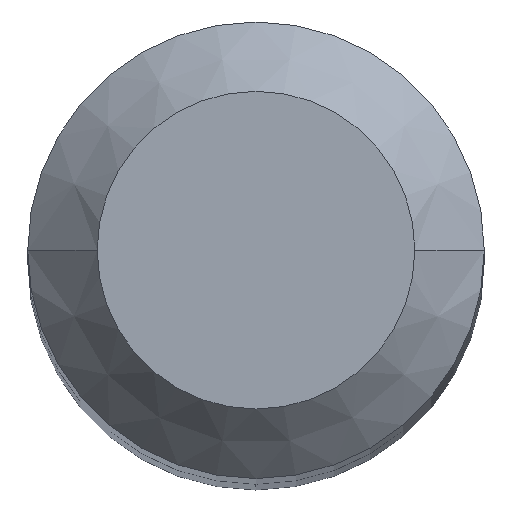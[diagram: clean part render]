
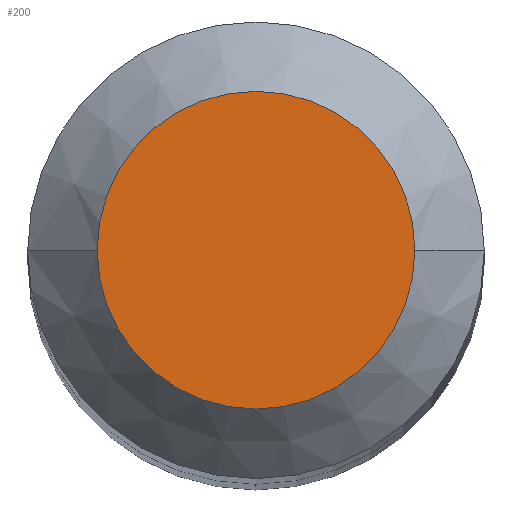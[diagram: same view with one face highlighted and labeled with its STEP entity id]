
A CAD part, top view. The second image highlights one B-rep face of the part: STEP entity #200.
In plain terms, the highlighted planar face has unit normal (0, 0, 1).
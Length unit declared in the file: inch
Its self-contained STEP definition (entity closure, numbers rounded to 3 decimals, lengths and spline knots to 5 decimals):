
#22 = AXIS2_PLACEMENT_3D ( 'NONE', #366, #90, #148 ) ;
#44 = CARTESIAN_POINT ( 'NONE',  ( -0.0715, 0., 0. ) ) ;
#71 = CIRCLE ( 'NONE', #259, 0.0715 ) ;
#90 = DIRECTION ( 'NONE',  ( 0., 0., 1. ) ) ;
#117 = CARTESIAN_POINT ( 'NONE',  ( 0., 0., 0. ) ) ;
#134 = EDGE_LOOP ( 'NONE', ( #321, #164 ) ) ;
#145 = DIRECTION ( 'NONE',  ( 0., 0., 1. ) ) ;
#147 = CARTESIAN_POINT ( 'NONE',  ( 0.0715, 0., 0. ) ) ;
#148 = DIRECTION ( 'NONE',  ( 1., 0., 0. ) ) ;
#164 = ORIENTED_EDGE ( 'NONE', *, *, #345, .T. ) ;
#178 = FACE_OUTER_BOUND ( 'NONE', #134, .T. ) ;
#200 = ADVANCED_FACE ( 'NONE', ( #178 ), #268, .F. ) ;
#201 = AXIS2_PLACEMENT_3D ( 'NONE', #276, #371, #302 ) ;
#219 = VERTEX_POINT ( 'NONE', #147 ) ;
#233 = DIRECTION ( 'NONE',  ( 1., 0., 0. ) ) ;
#259 = AXIS2_PLACEMENT_3D ( 'NONE', #117, #145, #233 ) ;
#268 = PLANE ( 'NONE',  #201 ) ;
#276 = CARTESIAN_POINT ( 'NONE',  ( 0., 0., 0. ) ) ;
#285 = VERTEX_POINT ( 'NONE', #44 ) ;
#302 = DIRECTION ( 'NONE',  ( -1., 0., 0. ) ) ;
#321 = ORIENTED_EDGE ( 'NONE', *, *, #376, .T. ) ;
#345 = EDGE_CURVE ( 'NONE', #219, #285, #389, .T. ) ;
#366 = CARTESIAN_POINT ( 'NONE',  ( 0., 0., 0. ) ) ;
#371 = DIRECTION ( 'NONE',  ( 0., 0., -1. ) ) ;
#376 = EDGE_CURVE ( 'NONE', #285, #219, #71, .T. ) ;
#389 = CIRCLE ( 'NONE', #22, 0.0715 ) ;
